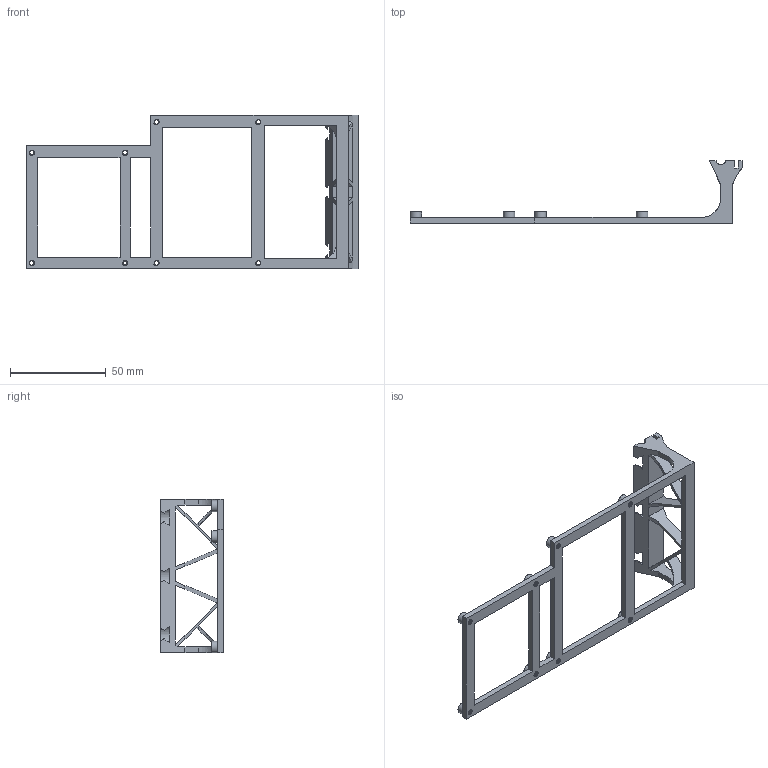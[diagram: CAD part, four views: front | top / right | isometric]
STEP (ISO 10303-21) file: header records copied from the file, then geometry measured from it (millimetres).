
FILE_DESCRIPTION(/* description */ (''),/* implementation_level */ '2;1');
FILE_NAME(/* name */ 'pi_valve_manifold_frame.step',/* time_stamp */ '2021-06-28T15:31:26-07:00',/* author */ (''),/* organization */ (''),/* preprocessor_version */ 'ST-DEVELOPER v18.1',/* originating_system */ 'Autodesk Translation Framework v10.9.0.1377',/* authorisation */ '');
FILE_SCHEMA (('AUTOMOTIVE_DESIGN { 1 0 10303 214 3 1 1 }'));
Length unit declared in the file: millimetre
Products named in the file (1): Pi valve frame
Bounding box: 173.07 x 32.7 x 80 mm (x, y, z)
Volume: 20856.5 mm3; surface area: 19974.1 mm2
Topology: 1 solids, 1 shells, 296 faces, 892 edges, 585 vertices
Faces by surface type: cylinder 191, plane 89, bspline 16
Full cylindrical faces by diameter (mm): 2.271 x32, 2.845 x48, 6 x8
Entity records: 20202 total; most frequent: CARTESIAN_POINT 12794, ORIENTED_EDGE 1784, DIRECTION 1179, EDGE_CURVE 892, VERTEX_POINT 585, LINE 423, VECTOR 423, AXIS2_PLACEMENT_3D 378
